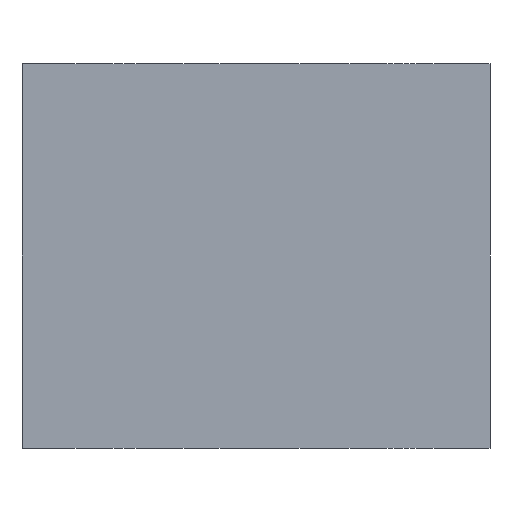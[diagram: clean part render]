
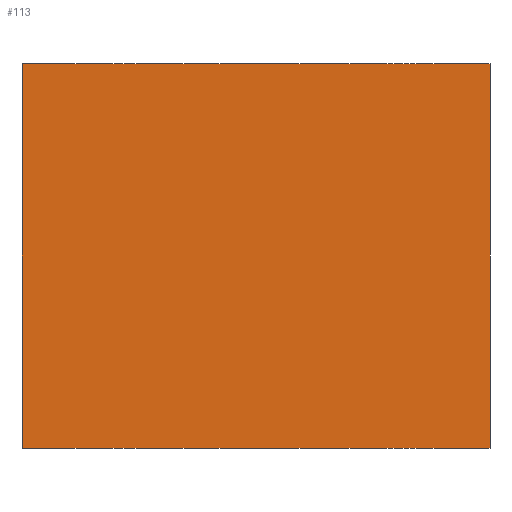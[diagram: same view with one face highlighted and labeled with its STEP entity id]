
A CAD part, front view. The second image highlights one B-rep face of the part: STEP entity #113.
In plain terms, the highlighted planar face has unit normal (0, -1, 0).
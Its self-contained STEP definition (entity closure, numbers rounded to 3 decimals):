
#9 = LINE ( 'NONE', #43, #85 ) ;
#11 = LINE ( 'NONE', #27, #14 ) ;
#14 = VECTOR ( 'NONE', #41, 1000. ) ;
#22 = CARTESIAN_POINT ( 'NONE',  ( -6.09, 0., 10. ) ) ;
#24 = PLANE ( 'NONE',  #132 ) ;
#27 = CARTESIAN_POINT ( 'NONE',  ( 6.09, 0., 10. ) ) ;
#41 = DIRECTION ( 'NONE',  ( 0., 0., -1. ) ) ;
#43 = CARTESIAN_POINT ( 'NONE',  ( 0., 0., 0. ) ) ;
#47 = ORIENTED_EDGE ( 'NONE', *, *, #77, .T. ) ;
#51 = VECTOR ( 'NONE', #164, 1000. ) ;
#60 = VERTEX_POINT ( 'NONE', #22 ) ;
#70 = DIRECTION ( 'NONE',  ( -1., 0., 0. ) ) ;
#71 = DIRECTION ( 'NONE',  ( 1., 0., 0. ) ) ;
#75 = EDGE_LOOP ( 'NONE', ( #170, #89, #143, #47 ) ) ;
#77 = EDGE_CURVE ( 'NONE', #60, #90, #124, .T. ) ;
#80 = CARTESIAN_POINT ( 'NONE',  ( 6.09, 0., 0. ) ) ;
#84 = CARTESIAN_POINT ( 'NONE',  ( 0., 0., 10. ) ) ;
#85 = VECTOR ( 'NONE', #114, 1000. ) ;
#86 = CARTESIAN_POINT ( 'NONE',  ( 0., 0., 10. ) ) ;
#89 = ORIENTED_EDGE ( 'NONE', *, *, #141, .F. ) ;
#90 = VERTEX_POINT ( 'NONE', #96 ) ;
#96 = CARTESIAN_POINT ( 'NONE',  ( -6.09, 0., 0. ) ) ;
#100 = CARTESIAN_POINT ( 'NONE',  ( 6.09, 0., 10. ) ) ;
#105 = VERTEX_POINT ( 'NONE', #80 ) ;
#107 = VECTOR ( 'NONE', #71, 1000. ) ;
#112 = FACE_OUTER_BOUND ( 'NONE', #75, .T. ) ;
#113 = ADVANCED_FACE ( 'NONE', ( #112 ), #24, .F. ) ;
#114 = DIRECTION ( 'NONE',  ( 1., 0., 0. ) ) ;
#124 = LINE ( 'NONE', #134, #51 ) ;
#131 = EDGE_CURVE ( 'NONE', #90, #105, #9, .T. ) ;
#132 = AXIS2_PLACEMENT_3D ( 'NONE', #84, #152, #70 ) ;
#134 = CARTESIAN_POINT ( 'NONE',  ( -6.09, 0., 10. ) ) ;
#141 = EDGE_CURVE ( 'NONE', #181, #105, #11, .T. ) ;
#143 = ORIENTED_EDGE ( 'NONE', *, *, #159, .F. ) ;
#152 = DIRECTION ( 'NONE',  ( 0., 1., 0. ) ) ;
#159 = EDGE_CURVE ( 'NONE', #60, #181, #179, .T. ) ;
#164 = DIRECTION ( 'NONE',  ( 0., 0., -1. ) ) ;
#170 = ORIENTED_EDGE ( 'NONE', *, *, #131, .T. ) ;
#179 = LINE ( 'NONE', #86, #107 ) ;
#181 = VERTEX_POINT ( 'NONE', #100 ) ;
